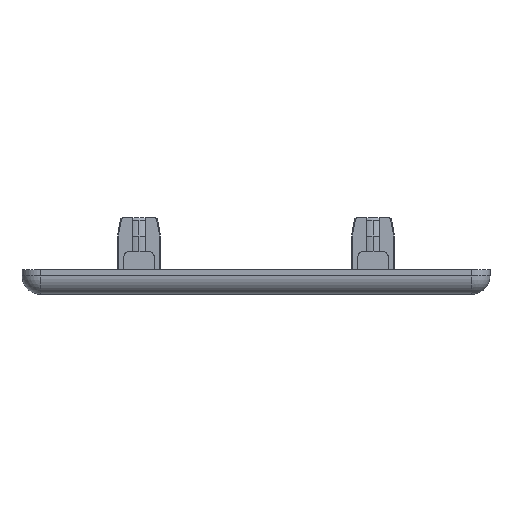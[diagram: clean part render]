
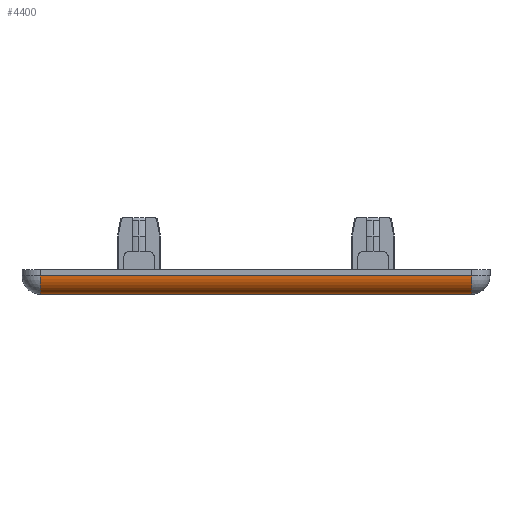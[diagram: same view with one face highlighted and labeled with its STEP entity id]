
A CAD part, left-side view. The second image highlights one B-rep face of the part: STEP entity #4400.
In plain terms, the highlighted cylindrical face has radius 3 mm (diameter 6 mm), a partial arc.
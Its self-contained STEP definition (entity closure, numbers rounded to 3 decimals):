
#8 = AXIS2_PLACEMENT_3D ( 'NONE', #2545, #1843, #1214 ) ;
#76 = VERTEX_POINT ( 'NONE', #3572 ) ;
#578 = DIRECTION ( 'NONE',  ( 0., -1., 0. ) ) ;
#595 = CARTESIAN_POINT ( 'NONE',  ( -57.15, 57.15, 3. ) ) ;
#692 = CARTESIAN_POINT ( 'NONE',  ( -54.15, 57.15, 3. ) ) ;
#697 = VERTEX_POINT ( 'NONE', #3127 ) ;
#741 = EDGE_CURVE ( 'NONE', #3761, #697, #4182, .T. ) ;
#1014 = VECTOR ( 'NONE', #3464, 1000. ) ;
#1017 = FACE_OUTER_BOUND ( 'NONE', #2102, .T. ) ;
#1089 = CARTESIAN_POINT ( 'NONE',  ( -54.15, 57.15, 0. ) ) ;
#1124 = ORIENTED_EDGE ( 'NONE', *, *, #3284, .T. ) ;
#1214 = DIRECTION ( 'NONE',  ( 1., 0., 0. ) ) ;
#1330 = LINE ( 'NONE', #595, #3735 ) ;
#1651 = VERTEX_POINT ( 'NONE', #2588 ) ;
#1843 = DIRECTION ( 'NONE',  ( 0., 1., 0. ) ) ;
#1985 = CIRCLE ( 'NONE', #8, 3. ) ;
#2102 = EDGE_LOOP ( 'NONE', ( #2440, #1124, #4379, #3104 ) ) ;
#2154 = DIRECTION ( 'NONE',  ( 1., 0., 0. ) ) ;
#2178 = AXIS2_PLACEMENT_3D ( 'NONE', #3026, #578, #3346 ) ;
#2258 = EDGE_CURVE ( 'NONE', #3761, #76, #1985, .T. ) ;
#2411 = DIRECTION ( 'NONE',  ( 0., -1., 0. ) ) ;
#2425 = EDGE_CURVE ( 'NONE', #1651, #76, #1330, .T. ) ;
#2440 = ORIENTED_EDGE ( 'NONE', *, *, #2425, .F. ) ;
#2508 = DIRECTION ( 'NONE',  ( 0., -1., 0. ) ) ;
#2533 = CIRCLE ( 'NONE', #2178, 3. ) ;
#2545 = CARTESIAN_POINT ( 'NONE',  ( -54.15, -16.05, 3. ) ) ;
#2588 = CARTESIAN_POINT ( 'NONE',  ( -57.15, 54.15, 3. ) ) ;
#3026 = CARTESIAN_POINT ( 'NONE',  ( -54.15, 54.15, 3. ) ) ;
#3104 = ORIENTED_EDGE ( 'NONE', *, *, #2258, .T. ) ;
#3127 = CARTESIAN_POINT ( 'NONE',  ( -54.15, 54.15, 0. ) ) ;
#3284 = EDGE_CURVE ( 'NONE', #1651, #697, #2533, .T. ) ;
#3346 = DIRECTION ( 'NONE',  ( 1., 0., 0. ) ) ;
#3464 = DIRECTION ( 'NONE',  ( 0., 1., 0. ) ) ;
#3572 = CARTESIAN_POINT ( 'NONE',  ( -57.15, -16.05, 3. ) ) ;
#3735 = VECTOR ( 'NONE', #2411, 1000. ) ;
#3761 = VERTEX_POINT ( 'NONE', #3780 ) ;
#3780 = CARTESIAN_POINT ( 'NONE',  ( -54.15, -16.05, 0. ) ) ;
#4182 = LINE ( 'NONE', #1089, #1014 ) ;
#4337 = AXIS2_PLACEMENT_3D ( 'NONE', #692, #2508, #2154 ) ;
#4379 = ORIENTED_EDGE ( 'NONE', *, *, #741, .F. ) ;
#4400 = ADVANCED_FACE ( 'NONE', ( #1017 ), #4521, .T. ) ;
#4521 = CYLINDRICAL_SURFACE ( 'NONE', #4337, 3. ) ;
